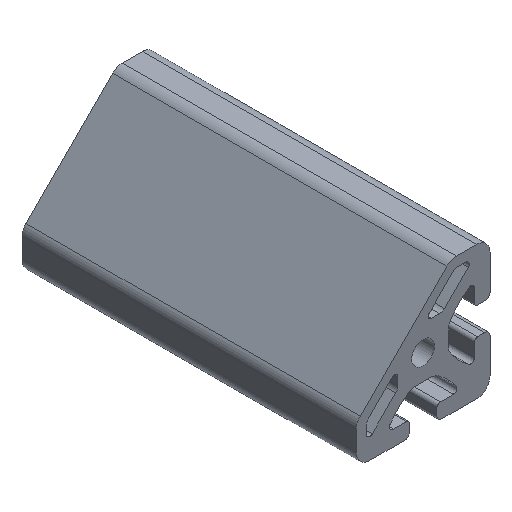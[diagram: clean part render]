
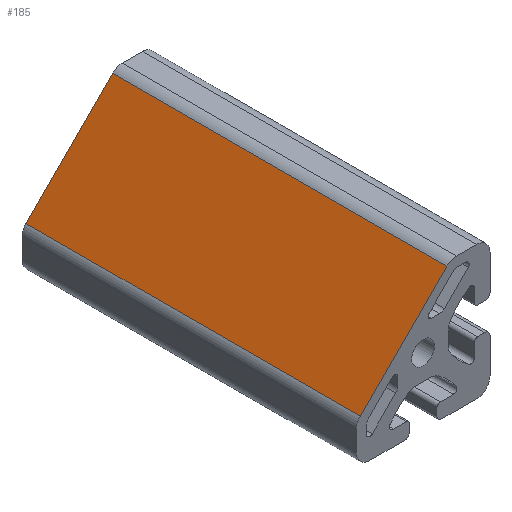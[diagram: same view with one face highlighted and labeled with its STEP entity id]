
A CAD part, isometric view. The second image highlights one B-rep face of the part: STEP entity #185.
In plain terms, the highlighted planar face has unit normal (-0.707, 0, 0.707).
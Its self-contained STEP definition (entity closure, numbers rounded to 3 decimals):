
#185 = ADVANCED_FACE( '', ( #380 ), #381, .T. );
#380 = FACE_OUTER_BOUND( '', #577, .T. );
#381 = PLANE( '', #578 );
#577 = EDGE_LOOP( '', ( #1122, #1123, #1124, #1125 ) );
#578 = AXIS2_PLACEMENT_3D( '', #1126, #1127, #1128 );
#1122 = ORIENTED_EDGE( '', *, *, #1245, .F. );
#1123 = ORIENTED_EDGE( '', *, *, #1413, .F. );
#1124 = ORIENTED_EDGE( '', *, *, #1381, .T. );
#1125 = ORIENTED_EDGE( '', *, *, #1421, .T. );
#1126 = CARTESIAN_POINT( '', ( 7.113, 100., 18.828 ) );
#1127 = DIRECTION( '', ( -0.707, 0., 0.707 ) );
#1128 = DIRECTION( '', ( 0.707, 0., 0.707 ) );
#1245 = EDGE_CURVE( '', #1512, #1514, #1515, .T. );
#1381 = EDGE_CURVE( '', #1695, #1734, #1736, .T. );
#1413 = EDGE_CURVE( '', #1695, #1512, #1768, .T. );
#1421 = EDGE_CURVE( '', #1734, #1514, #1776, .T. );
#1512 = VERTEX_POINT( '', #1890 );
#1514 = VERTEX_POINT( '', #1892 );
#1515 = LINE( '', #1893, #1894 );
#1695 = VERTEX_POINT( '', #2125 );
#1734 = VERTEX_POINT( '', #2173 );
#1736 = LINE( '', #2175, #2176 );
#1768 = LINE( '', #2222, #2223 );
#1776 = LINE( '', #2233, #2234 );
#1890 = CARTESIAN_POINT( '', ( 7.113, 0., 18.828 ) );
#1892 = CARTESIAN_POINT( '', ( -18.828, 0., -7.113 ) );
#1893 = CARTESIAN_POINT( '', ( 7.113, 0., 18.828 ) );
#1894 = VECTOR( '', #2315, 1000. );
#2125 = CARTESIAN_POINT( '', ( 7.113, 100., 18.828 ) );
#2173 = CARTESIAN_POINT( '', ( -18.828, 100., -7.113 ) );
#2175 = CARTESIAN_POINT( '', ( 7.113, 100., 18.828 ) );
#2176 = VECTOR( '', #2550, 1000. );
#2222 = CARTESIAN_POINT( '', ( 7.113, 100., 18.828 ) );
#2223 = VECTOR( '', #2565, 1000. );
#2233 = CARTESIAN_POINT( '', ( -18.828, 100., -7.113 ) );
#2234 = VECTOR( '', #2568, 1000. );
#2315 = DIRECTION( '', ( -0.707, 0., -0.707 ) );
#2550 = DIRECTION( '', ( -0.707, 0., -0.707 ) );
#2565 = DIRECTION( '', ( 0., -1., 0. ) );
#2568 = DIRECTION( '', ( 0., -1., 0. ) );
